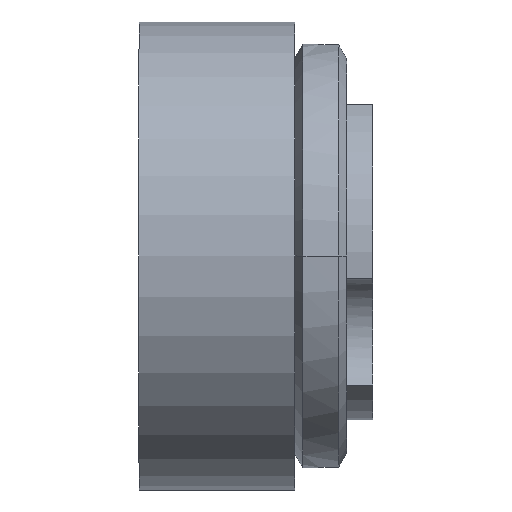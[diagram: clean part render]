
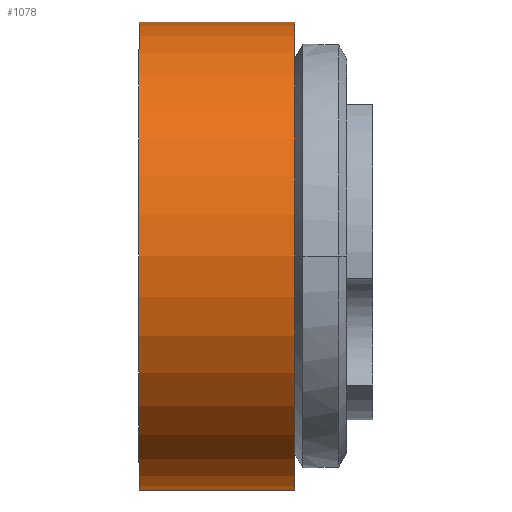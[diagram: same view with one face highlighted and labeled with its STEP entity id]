
A CAD part, left-side view. The second image highlights one B-rep face of the part: STEP entity #1078.
In plain terms, the highlighted cylindrical face has radius 7.5 mm (diameter 15 mm), a partial arc.
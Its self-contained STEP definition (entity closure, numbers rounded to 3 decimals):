
#45 = CARTESIAN_POINT ( 'NONE',  ( 0., 5., -7.5 ) ) ;
#48 = AXIS2_PLACEMENT_3D ( 'NONE', #1717, #1561, #475 ) ;
#52 = CARTESIAN_POINT ( 'NONE',  ( 0., 5., 7.5 ) ) ;
#228 = VERTEX_POINT ( 'NONE', #458 ) ;
#277 = VERTEX_POINT ( 'NONE', #614 ) ;
#331 = LINE ( 'NONE', #45, #573 ) ;
#381 = LINE ( 'NONE', #52, #1445 ) ;
#399 = EDGE_LOOP ( 'NONE', ( #1402, #1916, #586, #689 ) ) ;
#458 = CARTESIAN_POINT ( 'NONE',  ( 0., 0., 7.5 ) ) ;
#475 = DIRECTION ( 'NONE',  ( 0., 0., 1. ) ) ;
#477 = VERTEX_POINT ( 'NONE', #533 ) ;
#533 = CARTESIAN_POINT ( 'NONE',  ( 0., 5., -7.5 ) ) ;
#573 = VECTOR ( 'NONE', #1937, 1000. ) ;
#586 = ORIENTED_EDGE ( 'NONE', *, *, #1549, .T. ) ;
#611 = CARTESIAN_POINT ( 'NONE',  ( 0., 5., 0. ) ) ;
#614 = CARTESIAN_POINT ( 'NONE',  ( 0., 5., 7.5 ) ) ;
#689 = ORIENTED_EDGE ( 'NONE', *, *, #1217, .T. ) ;
#936 = CARTESIAN_POINT ( 'NONE',  ( 0., 0., -7.5 ) ) ;
#958 = AXIS2_PLACEMENT_3D ( 'NONE', #611, #1249, #1227 ) ;
#975 = DIRECTION ( 'NONE',  ( 0., 0., 1. ) ) ;
#996 = DIRECTION ( 'NONE',  ( 0., -1., 0. ) ) ;
#1013 = EDGE_CURVE ( 'NONE', #277, #228, #381, .T. ) ;
#1076 = EDGE_CURVE ( 'NONE', #477, #277, #1515, .T. ) ;
#1078 = ADVANCED_FACE ( 'NONE', ( #1603 ), #2031, .T. ) ;
#1119 = AXIS2_PLACEMENT_3D ( 'NONE', #1975, #1447, #975 ) ;
#1160 = VERTEX_POINT ( 'NONE', #936 ) ;
#1217 = EDGE_CURVE ( 'NONE', #1160, #228, #1962, .T. ) ;
#1227 = DIRECTION ( 'NONE',  ( 0., 0., -1. ) ) ;
#1249 = DIRECTION ( 'NONE',  ( 0., -1., 0. ) ) ;
#1402 = ORIENTED_EDGE ( 'NONE', *, *, #1013, .F. ) ;
#1445 = VECTOR ( 'NONE', #996, 1000. ) ;
#1447 = DIRECTION ( 'NONE',  ( 0., 1., 0. ) ) ;
#1515 = CIRCLE ( 'NONE', #1119, 7.5 ) ;
#1549 = EDGE_CURVE ( 'NONE', #477, #1160, #331, .T. ) ;
#1561 = DIRECTION ( 'NONE',  ( 0., 1., 0. ) ) ;
#1603 = FACE_OUTER_BOUND ( 'NONE', #399, .T. ) ;
#1717 = CARTESIAN_POINT ( 'NONE',  ( 0., 0., 0. ) ) ;
#1916 = ORIENTED_EDGE ( 'NONE', *, *, #1076, .F. ) ;
#1937 = DIRECTION ( 'NONE',  ( 0., -1., 0. ) ) ;
#1962 = CIRCLE ( 'NONE', #48, 7.5 ) ;
#1975 = CARTESIAN_POINT ( 'NONE',  ( 0., 5., 0. ) ) ;
#2031 = CYLINDRICAL_SURFACE ( 'NONE', #958, 7.5 ) ;
